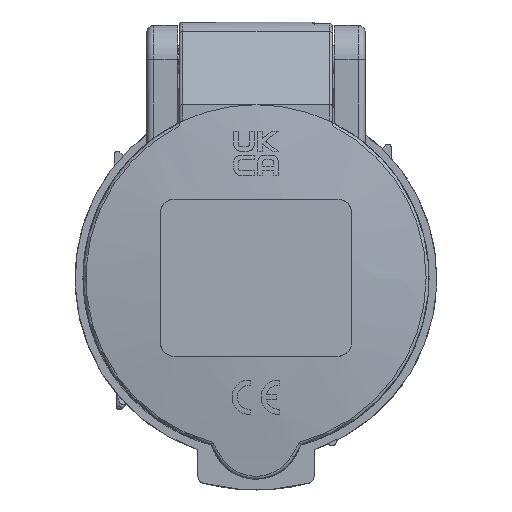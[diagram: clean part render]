
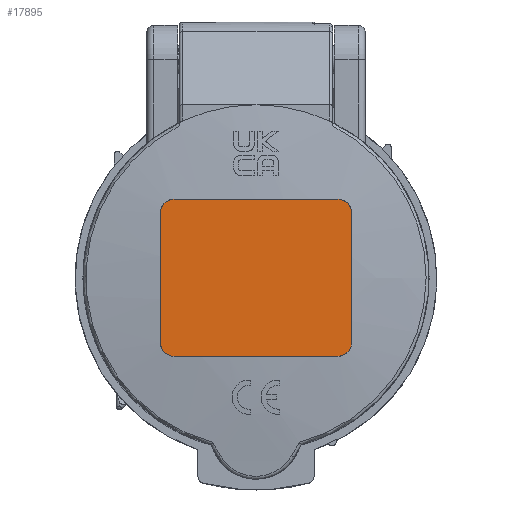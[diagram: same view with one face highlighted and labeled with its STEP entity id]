
A CAD part, top view. The second image highlights one B-rep face of the part: STEP entity #17895.
In plain terms, the highlighted planar face has unit normal (0, 0, 1).
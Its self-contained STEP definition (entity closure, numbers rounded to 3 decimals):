
#1503=PLANE('',#19232);
#2327=FACE_OUTER_BOUND('',#3297,.T.);
#3297=EDGE_LOOP('',(#15145,#15146,#15147,#15148,#15149,#15150,#15151,#15152));
#3925=CIRCLE('',#19225,2.);
#3926=CIRCLE('',#19227,2.);
#3927=CIRCLE('',#19229,2.);
#3928=CIRCLE('',#19231,2.);
#5242=LINE('',#34502,#6197);
#5243=LINE('',#34503,#6198);
#5244=LINE('',#34504,#6199);
#5245=LINE('',#34505,#6200);
#6197=VECTOR('',#22655,10.);
#6198=VECTOR('',#22656,10.);
#6199=VECTOR('',#22657,10.);
#6200=VECTOR('',#22658,10.);
#7865=VERTEX_POINT('',#34478);
#7866=VERTEX_POINT('',#34480);
#7867=VERTEX_POINT('',#34484);
#7868=VERTEX_POINT('',#34486);
#7869=VERTEX_POINT('',#34490);
#7870=VERTEX_POINT('',#34492);
#7871=VERTEX_POINT('',#34496);
#7872=VERTEX_POINT('',#34498);
#10356=EDGE_CURVE('',#7866,#7865,#3925,.T.);
#10359=EDGE_CURVE('',#7868,#7867,#3926,.T.);
#10362=EDGE_CURVE('',#7870,#7869,#3927,.T.);
#10365=EDGE_CURVE('',#7872,#7871,#3928,.T.);
#10367=EDGE_CURVE('',#7867,#7866,#5242,.T.);
#10368=EDGE_CURVE('',#7865,#7870,#5243,.T.);
#10369=EDGE_CURVE('',#7869,#7872,#5244,.T.);
#10370=EDGE_CURVE('',#7871,#7868,#5245,.T.);
#15145=ORIENTED_EDGE('',*,*,#10367,.T.);
#15146=ORIENTED_EDGE('',*,*,#10356,.T.);
#15147=ORIENTED_EDGE('',*,*,#10368,.T.);
#15148=ORIENTED_EDGE('',*,*,#10362,.T.);
#15149=ORIENTED_EDGE('',*,*,#10369,.T.);
#15150=ORIENTED_EDGE('',*,*,#10365,.T.);
#15151=ORIENTED_EDGE('',*,*,#10370,.T.);
#15152=ORIENTED_EDGE('',*,*,#10359,.T.);
#17895=ADVANCED_FACE('',(#2327),#1503,.T.);
#19225=AXIS2_PLACEMENT_3D('',#34481,#22632,#22633);
#19227=AXIS2_PLACEMENT_3D('',#34487,#22638,#22639);
#19229=AXIS2_PLACEMENT_3D('',#34493,#22644,#22645);
#19231=AXIS2_PLACEMENT_3D('',#34499,#22650,#22651);
#19232=AXIS2_PLACEMENT_3D('',#34501,#22653,#22654);
#22632=DIRECTION('center_axis',(0.,0.,
1.));
#22633=DIRECTION('ref_axis',(-1.,0.,0.));
#22638=DIRECTION('center_axis',(0.,0.,
1.));
#22639=DIRECTION('ref_axis',(0.,1.,0.));
#22644=DIRECTION('center_axis',(0.,0.,
1.));
#22645=DIRECTION('ref_axis',(0.,-1.,0.));
#22650=DIRECTION('center_axis',(0.,0.,
1.));
#22651=DIRECTION('ref_axis',(1.,0.,0.));
#22653=DIRECTION('center_axis',(0.,0.,
1.));
#22654=DIRECTION('ref_axis',(1.,0.,0.));
#22655=DIRECTION('',(0.,-1.,0.));
#22656=DIRECTION('',(1.,0.,0.));
#22657=DIRECTION('',(0.,1.,0.));
#22658=DIRECTION('',(-1.,0.,0.));
#34478=CARTESIAN_POINT('',(-12.,-11.5,8.91));
#34480=CARTESIAN_POINT('',(-14.,-9.5,8.91));
#34481=CARTESIAN_POINT('Origin',(-12.,-9.5,8.91));
#34484=CARTESIAN_POINT('',(-14.,9.5,8.91));
#34486=CARTESIAN_POINT('',(-12.,11.5,8.91));
#34487=CARTESIAN_POINT('Origin',(-12.,9.5,8.91));
#34490=CARTESIAN_POINT('',(14.,-9.5,8.91));
#34492=CARTESIAN_POINT('',(12.,-11.5,8.91));
#34493=CARTESIAN_POINT('Origin',(12.,-9.5,8.91));
#34496=CARTESIAN_POINT('',(12.,11.5,8.91));
#34498=CARTESIAN_POINT('',(14.,9.5,8.91));
#34499=CARTESIAN_POINT('Origin',(12.,9.5,8.91));
#34501=CARTESIAN_POINT('Origin',(0.,0.,
8.91));
#34502=CARTESIAN_POINT('',(-14.,9.5,8.91));
#34503=CARTESIAN_POINT('',(-12.,-11.5,8.91));
#34504=CARTESIAN_POINT('',(14.,-9.5,8.91));
#34505=CARTESIAN_POINT('',(12.,11.5,8.91));
